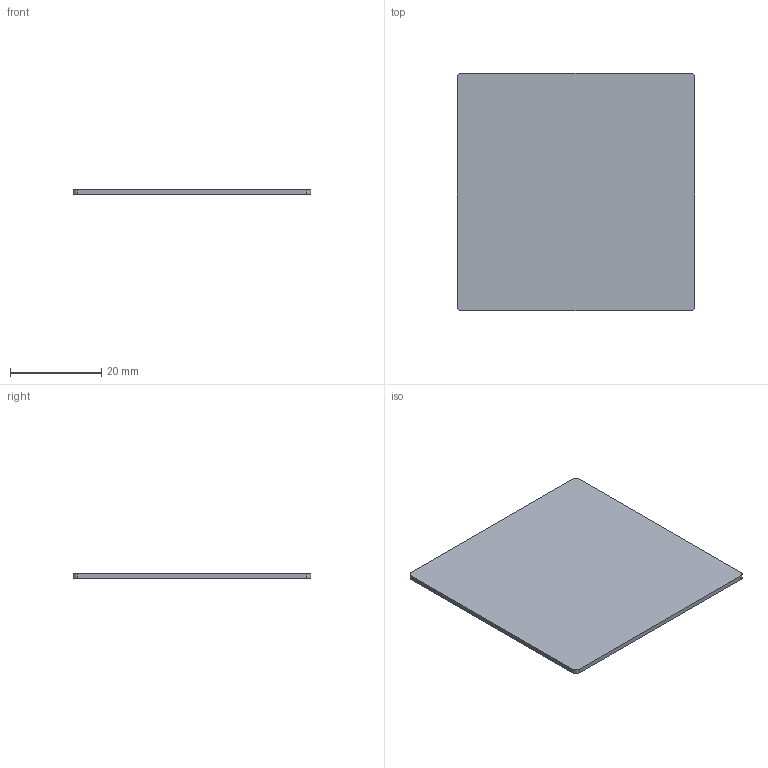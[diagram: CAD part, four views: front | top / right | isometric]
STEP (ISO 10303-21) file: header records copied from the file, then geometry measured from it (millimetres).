
FILE_DESCRIPTION(('STEP AP242'), '1');
FILE_NAME('添钽铗咫 吾牝 想铢噤赅 50', '', ('UNSPECIFIED'), ('UNSPECIFIED'), 'C3D Converter', 'C3D Toolkit', '');
FILE_SCHEMA(('AP242_MANAGED_MODEL_BASED_3D_ENGINEERING_MIM_LF { 1 0 10303 442 1 1 4 }'));
Length unit declared in the file: millimetre
Bounding box: 52 x 52 x 1 mm (x, y, z)
Surface area: 8360 mm2
Topology: 2 solids, 2 shells, 96 faces, 276 edges, 184 vertices
Faces by surface type: plane 92, cylinder 4
Entity records: 3838 total; most frequent: CARTESIAN_POINT 557, ORIENTED_EDGE 552, DIRECTION 478, EDGE_CURVE 276, LINE 268, VECTOR 268, VERTEX_POINT 184, AXIS2_PLACEMENT_3D 105
